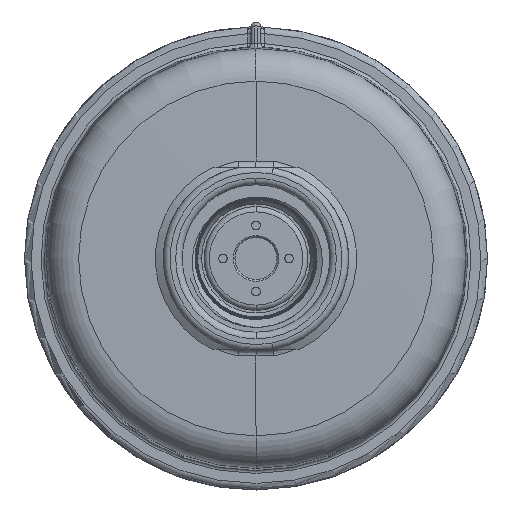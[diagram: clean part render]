
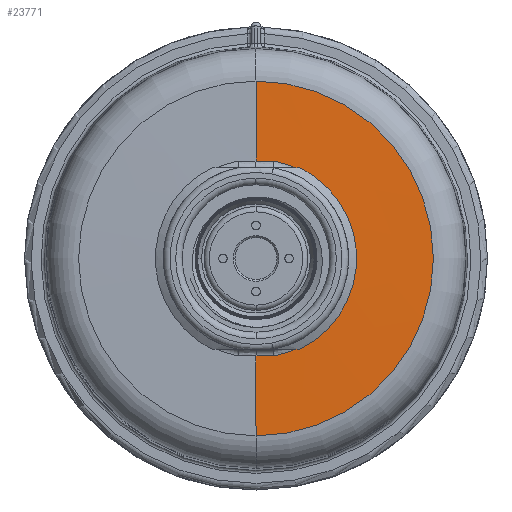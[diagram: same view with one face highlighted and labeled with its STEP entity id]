
A CAD part, front view. The second image highlights one B-rep face of the part: STEP entity #23771.
In plain terms, the highlighted conical face has half-angle 89 degrees and reference radius 20.773 mm.
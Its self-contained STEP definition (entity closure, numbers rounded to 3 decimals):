
#3665=CARTESIAN_POINT('',(2.724,24.709,14.733));
#3666=CARTESIAN_POINT('',(2.613,24.709,14.733));
#3667=CARTESIAN_POINT('',(2.392,24.708,14.733));
#3668=CARTESIAN_POINT('',(2.059,24.707,14.733));
#3669=CARTESIAN_POINT('',(1.726,24.707,14.733));
#3670=CARTESIAN_POINT('',(1.394,24.706,14.733));
#3671=CARTESIAN_POINT('',(1.062,24.705,14.733));
#3672=CARTESIAN_POINT('',(0.723,24.705,14.733));
#3673=CARTESIAN_POINT('',(0.373,24.705,14.733));
#3674=CARTESIAN_POINT('',(0.126,24.705,14.733));
#3675=CARTESIAN_POINT('',(0.,24.705,
14.733));
#3677=DIRECTION('',(0.,0.017,1.));
#3678=VECTOR('',#3677,12.083);
#3679=CARTESIAN_POINT('',(0.,24.705,
14.733));
#3680=LINE('',#3679,#3678);
#3681=CARTESIAN_POINT('',(0.,24.916,0.));
#3682=DIRECTION('',(0.,1.,0.));
#3683=DIRECTION('',(0.,0.,1.));
#3684=AXIS2_PLACEMENT_3D('',#3681,#3682,#3683);
#3686=DIRECTION('',(0.,0.017,-1.));
#3687=VECTOR('',#3686,12.083);
#3688=CARTESIAN_POINT('',(0.,24.705,
-14.733));
#3689=LINE('',#3688,#3687);
#3690=CARTESIAN_POINT('',(0.,24.705,
-14.733));
#3691=CARTESIAN_POINT('',(0.227,24.705,
-14.733));
#3692=CARTESIAN_POINT('',(0.68,24.705,
-14.733));
#3693=CARTESIAN_POINT('',(1.365,24.706,-14.733));
#3694=CARTESIAN_POINT('',(2.048,24.707,-14.733));
#3695=CARTESIAN_POINT('',(2.499,24.708,-14.733));
#3696=CARTESIAN_POINT('',(2.724,24.709,-14.733));
#3723=CARTESIAN_POINT('',(0.,24.709,0.));
#3724=DIRECTION('',(0.,1.,0.));
#3725=DIRECTION('',(0.182,0.,0.983));
#3726=AXIS2_PLACEMENT_3D('',#3723,#3724,#3725);
#17506=CARTESIAN_POINT('',(0.,24.916,-26.814));
#17507=CARTESIAN_POINT('',(0.,24.916,26.814));
#17508=VERTEX_POINT('',#17506);
#17509=VERTEX_POINT('',#17507);
#17863=VERTEX_POINT('',#3690);
#17864=VERTEX_POINT('',#3696);
#17868=VERTEX_POINT('',#3665);
#17869=VERTEX_POINT('',#3675);
#23753=CARTESIAN_POINT('',(0.,24.81,0.));
#23754=DIRECTION('',(0.,1.,0.));
#23755=DIRECTION('',(0.,0.,-1.));
#23756=AXIS2_PLACEMENT_3D('',#23753,#23754,#23755);
#23757=CONICAL_SURFACE('',#23756,20.773,89.);
#23759=ORIENTED_EDGE('',*,*,#23758,.F.);
#23761=ORIENTED_EDGE('',*,*,#23760,.T.);
#23763=ORIENTED_EDGE('',*,*,#23762,.T.);
#23764=ORIENTED_EDGE('',*,*,#23747,.T.);
#23766=ORIENTED_EDGE('',*,*,#23765,.F.);
#23768=ORIENTED_EDGE('',*,*,#23767,.T.);
#23769=EDGE_LOOP('',(#23759,#23761,#23763,#23764,#23766,#23768));
#23770=FACE_OUTER_BOUND('',#23769,.F.);
#23771=ADVANCED_FACE('',(#23770),#23757,.T.);
#3676=B_SPLINE_CURVE_WITH_KNOTS('',3,(#3665,#3666,#3667,#3668,#3669,#3670,#3671,
#3672,#3673,#3674,#3675),.UNSPECIFIED.,.F.,.F.,(4,1,1,1,1,1,1,1,4),(0.,
0.125,0.25,0.375,0.5,0.625,0.75,0.875,1.),.UNSPECIFIED.);
#3685=CIRCLE('',#3684,26.814);
#3697=B_SPLINE_CURVE_WITH_KNOTS('',3,(#3690,#3691,#3692,#3693,#3694,#3695,
#3696),.UNSPECIFIED.,.F.,.F.,(4,1,1,1,4),(0.,0.25,0.5,0.75,1.),
.UNSPECIFIED.);
#3727=CIRCLE('',#3726,14.983);
#23747=EDGE_CURVE('',#17509,#17508,#3685,.T.);
#23758=EDGE_CURVE('',#17868,#17864,#3727,.T.);
#23760=EDGE_CURVE('',#17868,#17869,#3676,.T.);
#23762=EDGE_CURVE('',#17869,#17509,#3680,.T.);
#23765=EDGE_CURVE('',#17863,#17508,#3689,.T.);
#23767=EDGE_CURVE('',#17863,#17864,#3697,.T.);
